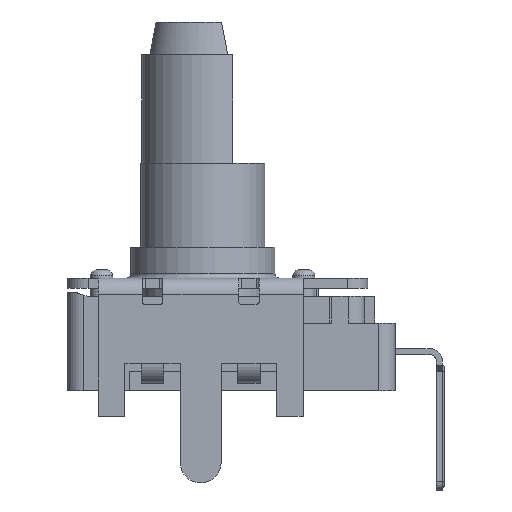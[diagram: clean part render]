
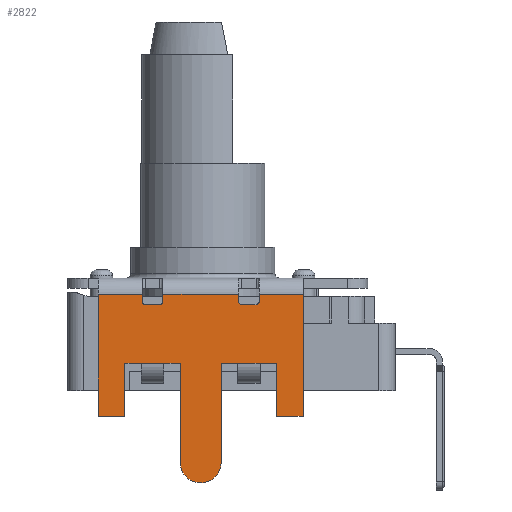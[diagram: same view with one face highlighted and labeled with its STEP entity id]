
A CAD part, left-side view. The second image highlights one B-rep face of the part: STEP entity #2822.
In plain terms, the highlighted planar face has unit normal (-1, 0, 0).
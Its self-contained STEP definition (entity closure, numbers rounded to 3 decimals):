
#910 = VERTEX_POINT('',#911);
#911 = CARTESIAN_POINT('',(-6.05,6.5,5.95));
#918 = EDGE_CURVE('',#910,#919,#921,.T.);
#919 = VERTEX_POINT('',#920);
#920 = CARTESIAN_POINT('',(-6.05,4.35,5.95));
#921 = LINE('',#922,#923);
#922 = CARTESIAN_POINT('',(-6.05,6.5,5.95));
#923 = VECTOR('',#924,1.);
#924 = DIRECTION('',(0.,-1.,0.));
#1394 = VERTEX_POINT('',#1395);
#1395 = CARTESIAN_POINT('',(-6.05,3.35,5.95));
#1402 = EDGE_CURVE('',#1394,#1403,#1405,.T.);
#1403 = VERTEX_POINT('',#1404);
#1404 = CARTESIAN_POINT('',(-6.05,-0.35,5.95));
#1405 = LINE('',#1406,#1407);
#1406 = CARTESIAN_POINT('',(-6.05,3.35,5.95));
#1407 = VECTOR('',#1408,1.);
#1408 = DIRECTION('',(0.,-1.,0.));
#1766 = VERTEX_POINT('',#1767);
#1767 = CARTESIAN_POINT('',(-6.05,-1.35,5.95));
#1774 = EDGE_CURVE('',#1766,#1775,#1777,.T.);
#1775 = VERTEX_POINT('',#1776);
#1776 = CARTESIAN_POINT('',(-6.05,-3.5,5.95));
#1777 = LINE('',#1778,#1779);
#1778 = CARTESIAN_POINT('',(-6.05,-1.35,5.95));
#1779 = VECTOR('',#1780,1.);
#1780 = DIRECTION('',(0.,-1.,0.));
#2717 = EDGE_CURVE('',#2718,#910,#2720,.T.);
#2718 = VERTEX_POINT('',#2719);
#2719 = CARTESIAN_POINT('',(-6.05,6.5,0.));
#2720 = LINE('',#2721,#2722);
#2721 = CARTESIAN_POINT('',(-6.05,6.5,6.25));
#2722 = VECTOR('',#2723,1.);
#2723 = DIRECTION('',(0.,0.,1.));
#2785 = EDGE_CURVE('',#2786,#919,#2788,.T.);
#2786 = VERTEX_POINT('',#2787);
#2787 = CARTESIAN_POINT('',(-6.05,4.35,5.6));
#2788 = LINE('',#2789,#2790);
#2789 = CARTESIAN_POINT('',(-6.05,4.35,5.45));
#2790 = VECTOR('',#2791,1.);
#2791 = DIRECTION('',(0.,0.,1.));
#2822 = ADVANCED_FACE('',(#2823),#3013,.T.);
#2823 = FACE_BOUND('',#2824,.T.);
#2824 = EDGE_LOOP('',(#2825,#2835,#2843,#2851,#2860,#2868,#2876,#2884,
    #2892,#2900,#2908,#2914,#2915,#2923,#2932,#2940,#2949,#2955,#2956,
    #2964,#2973,#2981,#2988,#2989,#2990,#2991,#2999,#3007));
#2825 = ORIENTED_EDGE('',*,*,#2826,.F.);
#2826 = EDGE_CURVE('',#2827,#2829,#2831,.T.);
#2827 = VERTEX_POINT('',#2828);
#2828 = CARTESIAN_POINT('',(-6.05,3.3,2.6));
#2829 = VERTEX_POINT('',#2830);
#2830 = CARTESIAN_POINT('',(-6.05,4.4,2.6));
#2831 = LINE('',#2832,#2833);
#2832 = CARTESIAN_POINT('',(-6.05,3.3,2.6));
#2833 = VECTOR('',#2834,1.);
#2834 = DIRECTION('',(0.,1.,0.));
#2835 = ORIENTED_EDGE('',*,*,#2836,.F.);
#2836 = EDGE_CURVE('',#2837,#2827,#2839,.T.);
#2837 = VERTEX_POINT('',#2838);
#2838 = CARTESIAN_POINT('',(-6.05,2.5,2.6));
#2839 = LINE('',#2840,#2841);
#2840 = CARTESIAN_POINT('',(-6.05,2.5,2.6));
#2841 = VECTOR('',#2842,1.);
#2842 = DIRECTION('',(0.,1.,0.));
#2843 = ORIENTED_EDGE('',*,*,#2844,.F.);
#2844 = EDGE_CURVE('',#2845,#2837,#2847,.T.);
#2845 = VERTEX_POINT('',#2846);
#2846 = CARTESIAN_POINT('',(-6.05,2.5,-2.25));
#2847 = LINE('',#2848,#2849);
#2848 = CARTESIAN_POINT('',(-6.05,2.5,-2.25));
#2849 = VECTOR('',#2850,1.);
#2850 = DIRECTION('',(0.,0.,1.));
#2851 = ORIENTED_EDGE('',*,*,#2852,.F.);
#2852 = EDGE_CURVE('',#2853,#2845,#2855,.T.);
#2853 = VERTEX_POINT('',#2854);
#2854 = CARTESIAN_POINT('',(-6.05,0.5,-2.25));
#2855 = CIRCLE('',#2856,1.);
#2856 = AXIS2_PLACEMENT_3D('',#2857,#2858,#2859);
#2857 = CARTESIAN_POINT('',(-6.05,1.5,-2.25));
#2858 = DIRECTION('',(1.,0.,0.));
#2859 = DIRECTION('',(0.,1.,0.));
#2860 = ORIENTED_EDGE('',*,*,#2861,.F.);
#2861 = EDGE_CURVE('',#2862,#2853,#2864,.T.);
#2862 = VERTEX_POINT('',#2863);
#2863 = CARTESIAN_POINT('',(-6.05,0.5,2.6));
#2864 = LINE('',#2865,#2866);
#2865 = CARTESIAN_POINT('',(-6.05,0.5,2.6));
#2866 = VECTOR('',#2867,1.);
#2867 = DIRECTION('',(0.,0.,-1.));
#2868 = ORIENTED_EDGE('',*,*,#2869,.F.);
#2869 = EDGE_CURVE('',#2870,#2862,#2872,.T.);
#2870 = VERTEX_POINT('',#2871);
#2871 = CARTESIAN_POINT('',(-6.05,-0.3,2.6));
#2872 = LINE('',#2873,#2874);
#2873 = CARTESIAN_POINT('',(-6.05,-0.3,2.6));
#2874 = VECTOR('',#2875,1.);
#2875 = DIRECTION('',(0.,1.,0.));
#2876 = ORIENTED_EDGE('',*,*,#2877,.T.);
#2877 = EDGE_CURVE('',#2870,#2878,#2880,.T.);
#2878 = VERTEX_POINT('',#2879);
#2879 = CARTESIAN_POINT('',(-6.05,-1.4,2.6));
#2880 = LINE('',#2881,#2882);
#2881 = CARTESIAN_POINT('',(-6.05,-0.3,2.6));
#2882 = VECTOR('',#2883,1.);
#2883 = DIRECTION('',(0.,-1.,0.));
#2884 = ORIENTED_EDGE('',*,*,#2885,.F.);
#2885 = EDGE_CURVE('',#2886,#2878,#2888,.T.);
#2886 = VERTEX_POINT('',#2887);
#2887 = CARTESIAN_POINT('',(-6.05,-2.2,2.6));
#2888 = LINE('',#2889,#2890);
#2889 = CARTESIAN_POINT('',(-6.05,-2.2,2.6));
#2890 = VECTOR('',#2891,1.);
#2891 = DIRECTION('',(0.,1.,0.));
#2892 = ORIENTED_EDGE('',*,*,#2893,.F.);
#2893 = EDGE_CURVE('',#2894,#2886,#2896,.T.);
#2894 = VERTEX_POINT('',#2895);
#2895 = CARTESIAN_POINT('',(-6.05,-2.2,0.));
#2896 = LINE('',#2897,#2898);
#2897 = CARTESIAN_POINT('',(-6.05,-2.2,0.));
#2898 = VECTOR('',#2899,1.);
#2899 = DIRECTION('',(0.,0.,1.));
#2900 = ORIENTED_EDGE('',*,*,#2901,.F.);
#2901 = EDGE_CURVE('',#2902,#2894,#2904,.T.);
#2902 = VERTEX_POINT('',#2903);
#2903 = CARTESIAN_POINT('',(-6.05,-3.5,0.));
#2904 = LINE('',#2905,#2906);
#2905 = CARTESIAN_POINT('',(-6.05,-3.5,0.));
#2906 = VECTOR('',#2907,1.);
#2907 = DIRECTION('',(0.,1.,0.));
#2908 = ORIENTED_EDGE('',*,*,#2909,.F.);
#2909 = EDGE_CURVE('',#1775,#2902,#2910,.T.);
#2910 = LINE('',#2911,#2912);
#2911 = CARTESIAN_POINT('',(-6.05,-3.5,6.25));
#2912 = VECTOR('',#2913,1.);
#2913 = DIRECTION('',(0.,0.,-1.));
#2914 = ORIENTED_EDGE('',*,*,#1774,.F.);
#2915 = ORIENTED_EDGE('',*,*,#2916,.F.);
#2916 = EDGE_CURVE('',#2917,#1766,#2919,.T.);
#2917 = VERTEX_POINT('',#2918);
#2918 = CARTESIAN_POINT('',(-6.05,-1.35,5.6));
#2919 = LINE('',#2920,#2921);
#2920 = CARTESIAN_POINT('',(-6.05,-1.35,5.45));
#2921 = VECTOR('',#2922,1.);
#2922 = DIRECTION('',(0.,0.,1.));
#2923 = ORIENTED_EDGE('',*,*,#2924,.T.);
#2924 = EDGE_CURVE('',#2917,#2925,#2927,.T.);
#2925 = VERTEX_POINT('',#2926);
#2926 = CARTESIAN_POINT('',(-6.05,-1.2,5.45));
#2927 = CIRCLE('',#2928,0.15);
#2928 = AXIS2_PLACEMENT_3D('',#2929,#2930,#2931);
#2929 = CARTESIAN_POINT('',(-6.05,-1.2,5.6));
#2930 = DIRECTION('',(1.,0.,-0.));
#2931 = DIRECTION('',(0.,0.,1.));
#2932 = ORIENTED_EDGE('',*,*,#2933,.F.);
#2933 = EDGE_CURVE('',#2934,#2925,#2936,.T.);
#2934 = VERTEX_POINT('',#2935);
#2935 = CARTESIAN_POINT('',(-6.05,-0.5,5.45));
#2936 = LINE('',#2937,#2938);
#2937 = CARTESIAN_POINT('',(-6.05,-0.35,5.45));
#2938 = VECTOR('',#2939,1.);
#2939 = DIRECTION('',(0.,-1.,0.));
#2940 = ORIENTED_EDGE('',*,*,#2941,.F.);
#2941 = EDGE_CURVE('',#2942,#2934,#2944,.T.);
#2942 = VERTEX_POINT('',#2943);
#2943 = CARTESIAN_POINT('',(-6.05,-0.35,5.6));
#2944 = CIRCLE('',#2945,0.15);
#2945 = AXIS2_PLACEMENT_3D('',#2946,#2947,#2948);
#2946 = CARTESIAN_POINT('',(-6.05,-0.5,5.6));
#2947 = DIRECTION('',(-1.,0.,0.));
#2948 = DIRECTION('',(0.,0.,-1.));
#2949 = ORIENTED_EDGE('',*,*,#2950,.T.);
#2950 = EDGE_CURVE('',#2942,#1403,#2951,.T.);
#2951 = LINE('',#2952,#2953);
#2952 = CARTESIAN_POINT('',(-6.05,-0.35,5.45));
#2953 = VECTOR('',#2954,1.);
#2954 = DIRECTION('',(0.,0.,1.));
#2955 = ORIENTED_EDGE('',*,*,#1402,.F.);
#2956 = ORIENTED_EDGE('',*,*,#2957,.F.);
#2957 = EDGE_CURVE('',#2958,#1394,#2960,.T.);
#2958 = VERTEX_POINT('',#2959);
#2959 = CARTESIAN_POINT('',(-6.05,3.35,5.6));
#2960 = LINE('',#2961,#2962);
#2961 = CARTESIAN_POINT('',(-6.05,3.35,5.45));
#2962 = VECTOR('',#2963,1.);
#2963 = DIRECTION('',(0.,0.,1.));
#2964 = ORIENTED_EDGE('',*,*,#2965,.T.);
#2965 = EDGE_CURVE('',#2958,#2966,#2968,.T.);
#2966 = VERTEX_POINT('',#2967);
#2967 = CARTESIAN_POINT('',(-6.05,3.5,5.45));
#2968 = CIRCLE('',#2969,0.15);
#2969 = AXIS2_PLACEMENT_3D('',#2970,#2971,#2972);
#2970 = CARTESIAN_POINT('',(-6.05,3.5,5.6));
#2971 = DIRECTION('',(1.,0.,-0.));
#2972 = DIRECTION('',(0.,0.,1.));
#2973 = ORIENTED_EDGE('',*,*,#2974,.T.);
#2974 = EDGE_CURVE('',#2966,#2975,#2977,.T.);
#2975 = VERTEX_POINT('',#2976);
#2976 = CARTESIAN_POINT('',(-6.05,4.2,5.45));
#2977 = LINE('',#2978,#2979);
#2978 = CARTESIAN_POINT('',(-6.05,3.35,5.45));
#2979 = VECTOR('',#2980,1.);
#2980 = DIRECTION('',(0.,1.,0.));
#2981 = ORIENTED_EDGE('',*,*,#2982,.F.);
#2982 = EDGE_CURVE('',#2786,#2975,#2983,.T.);
#2983 = CIRCLE('',#2984,0.15);
#2984 = AXIS2_PLACEMENT_3D('',#2985,#2986,#2987);
#2985 = CARTESIAN_POINT('',(-6.05,4.2,5.6));
#2986 = DIRECTION('',(-1.,0.,0.));
#2987 = DIRECTION('',(0.,0.,1.));
#2988 = ORIENTED_EDGE('',*,*,#2785,.T.);
#2989 = ORIENTED_EDGE('',*,*,#918,.F.);
#2990 = ORIENTED_EDGE('',*,*,#2717,.F.);
#2991 = ORIENTED_EDGE('',*,*,#2992,.F.);
#2992 = EDGE_CURVE('',#2993,#2718,#2995,.T.);
#2993 = VERTEX_POINT('',#2994);
#2994 = CARTESIAN_POINT('',(-6.05,5.2,0.));
#2995 = LINE('',#2996,#2997);
#2996 = CARTESIAN_POINT('',(-6.05,5.2,0.));
#2997 = VECTOR('',#2998,1.);
#2998 = DIRECTION('',(0.,1.,0.));
#2999 = ORIENTED_EDGE('',*,*,#3000,.F.);
#3000 = EDGE_CURVE('',#3001,#2993,#3003,.T.);
#3001 = VERTEX_POINT('',#3002);
#3002 = CARTESIAN_POINT('',(-6.05,5.2,2.6));
#3003 = LINE('',#3004,#3005);
#3004 = CARTESIAN_POINT('',(-6.05,5.2,2.6));
#3005 = VECTOR('',#3006,1.);
#3006 = DIRECTION('',(0.,0.,-1.));
#3007 = ORIENTED_EDGE('',*,*,#3008,.F.);
#3008 = EDGE_CURVE('',#2829,#3001,#3009,.T.);
#3009 = LINE('',#3010,#3011);
#3010 = CARTESIAN_POINT('',(-6.05,4.4,2.6));
#3011 = VECTOR('',#3012,1.);
#3012 = DIRECTION('',(0.,1.,0.));
#3013 = PLANE('',#3014);
#3014 = AXIS2_PLACEMENT_3D('',#3015,#3016,#3017);
#3015 = CARTESIAN_POINT('',(-6.05,-6.65,6.75));
#3016 = DIRECTION('',(-1.,0.,0.));
#3017 = DIRECTION('',(0.,0.,-1.));
